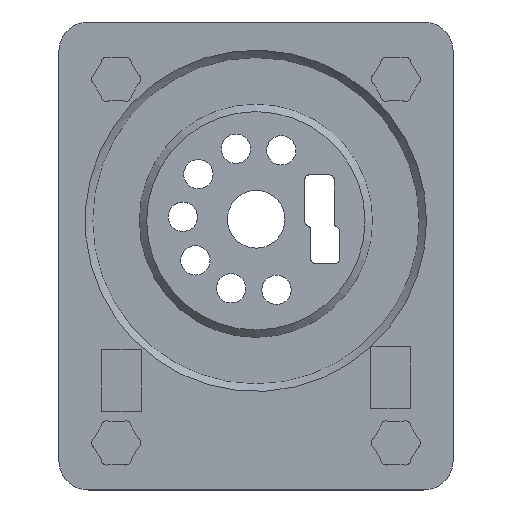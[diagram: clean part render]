
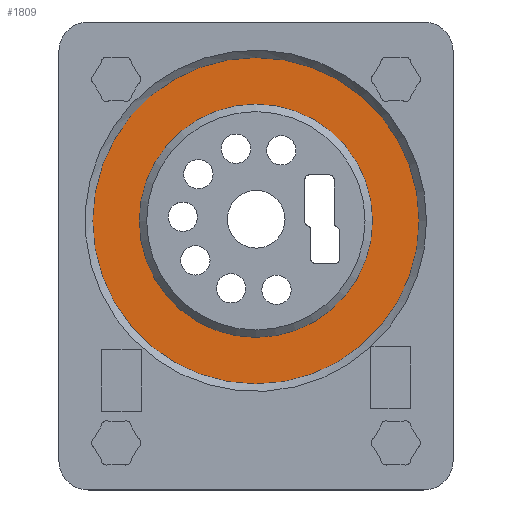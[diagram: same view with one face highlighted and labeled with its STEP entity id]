
A CAD part, top view. The second image highlights one B-rep face of the part: STEP entity #1809.
In plain terms, the highlighted planar face has unit normal (0, 0, 1).
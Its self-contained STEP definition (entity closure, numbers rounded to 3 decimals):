
#26=FACE_BOUND('',#256,.T.);
#44=PLANE('',#1946);
#146=FACE_OUTER_BOUND('',#255,.T.);
#255=EDGE_LOOP('',(#1306));
#256=EDGE_LOOP('',(#1307));
#715=CIRCLE('',#1921,15.875);
#735=CIRCLE('',#1945,22.25);
#810=VERTEX_POINT('',#2686);
#841=VERTEX_POINT('',#2759);
#992=EDGE_CURVE('',#810,#810,#715,.F.);
#1026=EDGE_CURVE('',#841,#841,#735,.F.);
#1306=ORIENTED_EDGE('',*,*,#1026,.T.);
#1307=ORIENTED_EDGE('',*,*,#992,.T.);
#1809=ADVANCED_FACE('',(#146,#26),#44,.F.);
#1921=AXIS2_PLACEMENT_3D('',#2688,#2124,#2125);
#1945=AXIS2_PLACEMENT_3D('',#2761,#2184,#2185);
#1946=AXIS2_PLACEMENT_3D('',#2762,#2186,#2187);
#2124=DIRECTION('center_axis',(0.,0.,1.));
#2125=DIRECTION('ref_axis',(-1.,0.,0.));
#2184=DIRECTION('center_axis',(0.,0.,-1.));
#2185=DIRECTION('ref_axis',(-1.,0.,0.));
#2186=DIRECTION('center_axis',(0.,0.,-1.));
#2187=DIRECTION('ref_axis',(-1.,0.,0.));
#2686=CARTESIAN_POINT('',(42.714,36.666,-2.2));
#2688=CARTESIAN_POINT('Origin',(26.839,36.666,-2.2));
#2759=CARTESIAN_POINT('',(49.089,36.666,-2.2));
#2761=CARTESIAN_POINT('Origin',(26.839,36.666,-2.2));
#2762=CARTESIAN_POINT('Origin',(26.839,36.666,-2.2));
